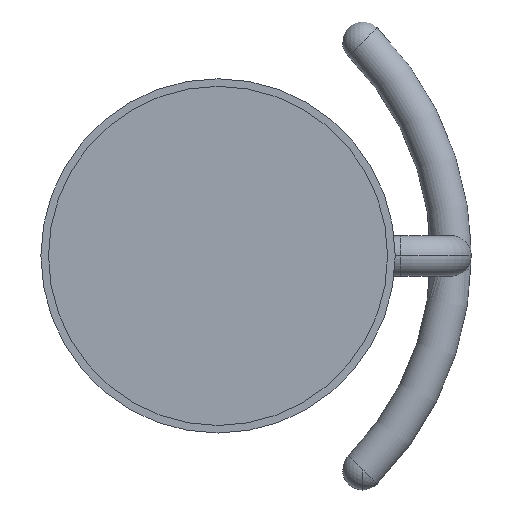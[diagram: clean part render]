
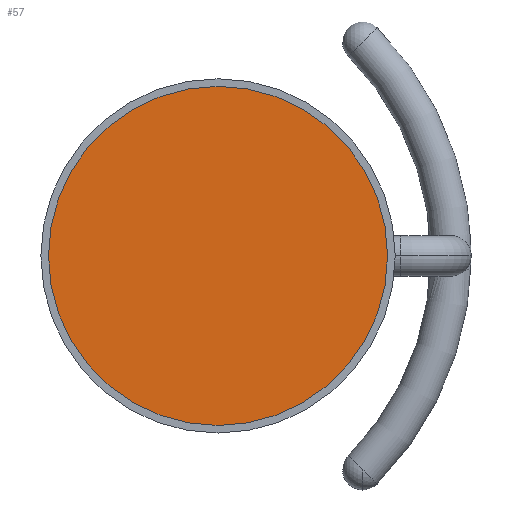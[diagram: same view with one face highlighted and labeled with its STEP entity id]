
A CAD part, left-side view. The second image highlights one B-rep face of the part: STEP entity #57.
In plain terms, the highlighted planar face has unit normal (-1, 0, 0).
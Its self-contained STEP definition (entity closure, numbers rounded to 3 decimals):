
#57 = ADVANCED_FACE ( 'NONE', ( #1493 ), #1038, .F. ) ;
#425 = AXIS2_PLACEMENT_3D ( 'NONE', #1017, #1018, #1019 ) ;
#428 = AXIS2_PLACEMENT_3D ( 'NONE', #921, #922, #923 ) ;
#449 = EDGE_CURVE ( 'NONE', #1200, #1130, #1559, .T. ) ;
#455 = AXIS2_PLACEMENT_3D ( 'NONE', #1034, #1039, #1040 ) ;
#512 = EDGE_CURVE ( 'NONE', #1130, #1200, #1338, .T. ) ;
#772 = ORIENTED_EDGE ( 'NONE', *, *, #512, .T. ) ;
#921 = CARTESIAN_POINT ( 'NONE',  ( -1.5, 0., 0. ) ) ;
#922 = DIRECTION ( 'NONE',  ( -1., 0., 0. ) ) ;
#923 = DIRECTION ( 'NONE',  ( 0., 0., -1. ) ) ;
#1017 = CARTESIAN_POINT ( 'NONE',  ( -1.5, 0., 0. ) ) ;
#1018 = DIRECTION ( 'NONE',  ( -1., 0., 0. ) ) ;
#1019 = DIRECTION ( 'NONE',  ( 0., 0., -1. ) ) ;
#1034 = CARTESIAN_POINT ( 'NONE',  ( -1.5, 0., -16.5 ) ) ;
#1038 = PLANE ( 'NONE',  #455 ) ;
#1039 = DIRECTION ( 'NONE',  ( 1., 0., 0. ) ) ;
#1040 = DIRECTION ( 'NONE',  ( 0., 0., -1. ) ) ;
#1118 = ORIENTED_EDGE ( 'NONE', *, *, #449, .T. ) ;
#1130 = VERTEX_POINT ( 'NONE', #1706 ) ;
#1200 = VERTEX_POINT ( 'NONE', #1720 ) ;
#1338 = CIRCLE ( 'NONE', #425, 33.5 ) ;
#1493 = FACE_OUTER_BOUND ( 'NONE', #1531, .T. ) ;
#1531 = EDGE_LOOP ( 'NONE', ( #1118, #772 ) ) ;
#1559 = CIRCLE ( 'NONE', #428, 33.5 ) ;
#1706 = CARTESIAN_POINT ( 'NONE',  ( -1.5, 0., 33.5 ) ) ;
#1720 = CARTESIAN_POINT ( 'NONE',  ( -1.5, 0., -33.5 ) ) ;
